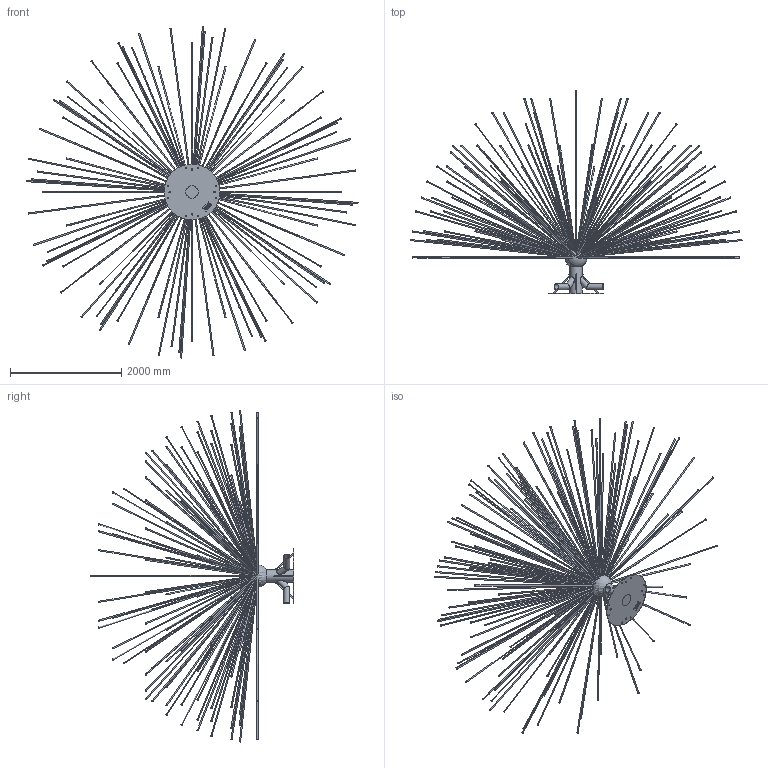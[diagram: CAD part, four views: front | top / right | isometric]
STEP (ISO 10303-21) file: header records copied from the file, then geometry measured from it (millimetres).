
FILE_DESCRIPTION(/* description */ (''),/* implementation_level */ '2;1');
FILE_NAME(/* name */ '51764_Water sphere H 6000_248.stp',/* time_stamp */ '2017-08-18T11:01:52+02:00',/* author */ ('guzb562'),/* organization */ (''),/* preprocessor_version */ 'ST-DEVELOPER v16.1',/* originating_system */ 'Autodesk Inventor 2016',/* authorisation */ '');
FILE_SCHEMA (('AUTOMOTIVE_DESIGN { 1 0 10303 214 3 1 1 }'));
Length unit declared in the file: millimetre
Products named in the file (1): 51764_Water sphere H 6000_248
Bounding box: 5956.98 x 3650 x 5956.98 mm (x, y, z)
Volume: 192608633.8 mm3; surface area: 29146246.2 mm2
Topology: 1 solids, 1 shells, 1201 faces, 2301 edges, 1533 vertices
Faces by surface type: plane 545, cylinder 450, torus 127, bspline 78, sphere 1
Full cylindrical faces by diameter (mm): 9 x127, 10.5 x12, 21 x139, 22 x8, 25.5 x139, 30 x4, 102 x6, 110 x6, 220 x1, 1000 x1
Entity records: 28965 total; most frequent: CARTESIAN_POINT 6155, DIRECTION 4679, ORIENTED_EDGE 3148, EDGE_LOOP 2229, AXIS2_PLACEMENT_3D 2147, EDGE_CURVE 1574, VERTEX_POINT 1379, ADVANCED_FACE 1201
